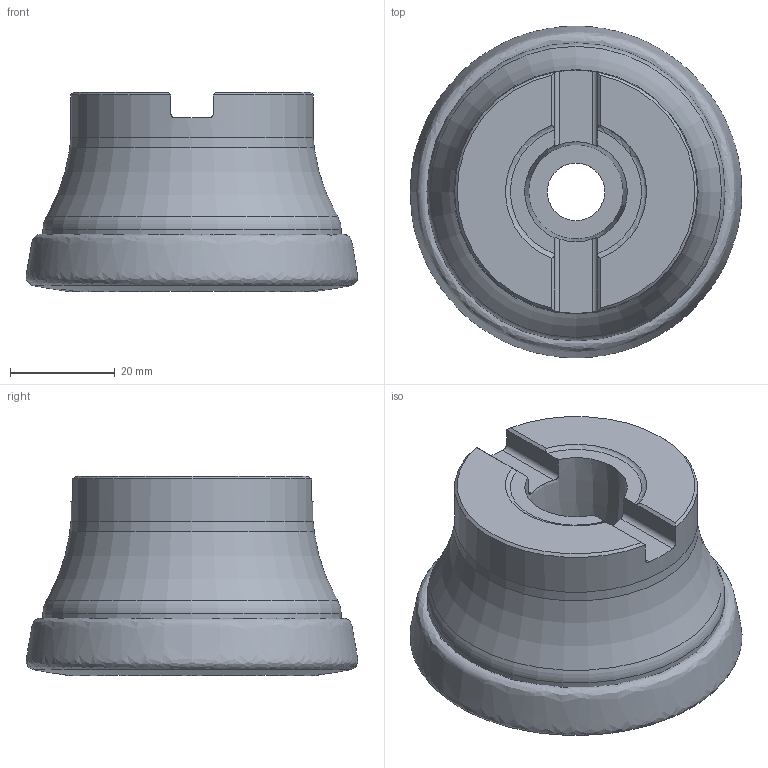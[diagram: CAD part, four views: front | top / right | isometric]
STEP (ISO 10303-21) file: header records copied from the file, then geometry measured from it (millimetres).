
FILE_DESCRIPTION(/* description */ (''),/* implementation_level */ '2;1');
FILE_NAME(/* name */ 'R220.21-02.50-SP10.6A_Basic.stp',/* time_stamp */ '2022-01-07T09:38:11+05:00',/* author */ (''),/* organization */ (''),/* preprocessor_version */ 'ST-DEVELOPER v16.7',/* originating_system */ 'SIEMENS PLM Software NX 12.0',/* authorisation */ '');
FILE_SCHEMA (('AUTOMOTIVE_DESIGN { 1 0 10303 214 3 1 1 1 }'));
Length unit declared in the file: millimetre
Products named in the file (1): A2409263_stp_stp
Bounding box: 63.47 x 63.39 x 38.1 mm (x, y, z)
Volume: 85173.5 mm3; surface area: 19055 mm2
Topology: 2 solids, 2 shells, 42 faces, 106 edges, 78 vertices
Faces by surface type: plane 17, cylinder 8, torus 8, cone 7, revolution 2
Full cylindrical faces by diameter (mm): 11 x1, 16 x1, 46.45 x1, 57.002 x1
Entity records: 1525 total; most frequent: CARTESIAN_POINT 503, DIRECTION 190, ORIENTED_EDGE 160, AXIS2_PLACEMENT_3D 82, EDGE_CURVE 80, EDGE_LOOP 60, VERTEX_POINT 58, ADVANCED_FACE 41
